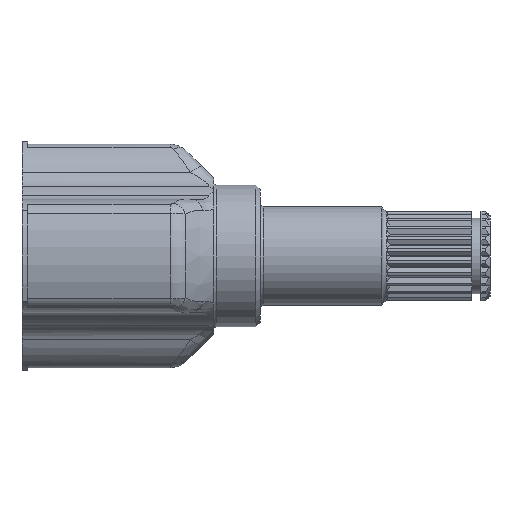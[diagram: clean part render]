
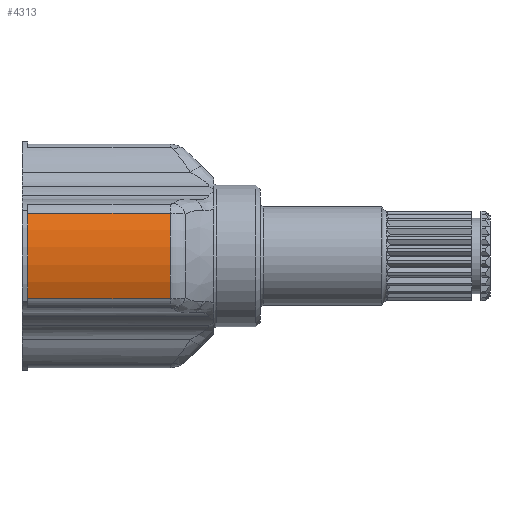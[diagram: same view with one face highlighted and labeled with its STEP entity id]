
A CAD part, front view. The second image highlights one B-rep face of the part: STEP entity #4313.
In plain terms, the highlighted cylindrical face has radius 31.75 mm (diameter 63.5 mm), a partial arc.
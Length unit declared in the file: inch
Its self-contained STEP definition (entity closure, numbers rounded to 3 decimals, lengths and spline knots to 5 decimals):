
#633 = VERTEX_POINT ( 'NONE', #784 ) ;
#635 = VERTEX_POINT ( 'NONE', #786 ) ;
#639 = VERTEX_POINT ( 'NONE', #790 ) ;
#641 = VERTEX_POINT ( 'NONE', #792 ) ;
#784 = CARTESIAN_POINT ( 'NONE',  ( 1.645, -1.15604, -0.47547 ) ) ;
#786 = CARTESIAN_POINT ( 'NONE',  ( 1.645, -1.15604, 0.47547 ) ) ;
#790 = CARTESIAN_POINT ( 'NONE',  ( 0.0625, -1.15604, -0.47547 ) ) ;
#792 = CARTESIAN_POINT ( 'NONE',  ( 0.0625, -1.15604, 0.47547 ) ) ;
#1251 = AXIS2_PLACEMENT_3D ( 'NONE', #10794, #10795, #10796 ) ;
#1369 = ORIENTED_EDGE ( 'NONE', *, *, #9112, .T. ) ;
#1370 = ORIENTED_EDGE ( 'NONE', *, *, #12371, .T. ) ;
#1371 = ORIENTED_EDGE ( 'NONE', *, *, #12369, .F. ) ;
#1372 = ORIENTED_EDGE ( 'NONE', *, *, #12370, .T. ) ;
#1841 = AXIS2_PLACEMENT_3D ( 'NONE', #4254, #4252, #4250 ) ;
#1962 = AXIS2_PLACEMENT_3D ( 'NONE', #7196, #7197, #7198 ) ;
#4250 = DIRECTION ( 'NONE',  ( 0., 0., 1. ) ) ;
#4252 = DIRECTION ( 'NONE',  ( -1., 0., 0. ) ) ;
#4254 = CARTESIAN_POINT ( 'NONE',  ( 0., 0., 0. ) ) ;
#4313 = ADVANCED_FACE ( 'NONE', ( #13986 ), #13995, .T. ) ;
#4457 = EDGE_LOOP ( 'NONE', ( #1371, #1372, #1369, #1370 ) ) ;
#7196 = CARTESIAN_POINT ( 'NONE',  ( 1.645, 0., 0. ) ) ;
#7197 = DIRECTION ( 'NONE',  ( -1., 0., 0. ) ) ;
#7198 = DIRECTION ( 'NONE',  ( 0., 0., 1. ) ) ;
#9112 = EDGE_CURVE ( 'NONE', #633, #635, #14215, .T. ) ;
#9601 = LINE ( 'NONE', #10793, #9619 ) ;
#9612 = CIRCLE ( 'NONE', #1251, 1.25 ) ;
#9617 = LINE ( 'NONE', #10797, #9624 ) ;
#9619 = VECTOR ( 'NONE', #10789, 39.37008 ) ;
#9624 = VECTOR ( 'NONE', #10798, 39.37008 ) ;
#10789 = DIRECTION ( 'NONE',  ( 1., 0., 0. ) ) ;
#10793 = CARTESIAN_POINT ( 'NONE',  ( 0., -1.15604, -0.47547 ) ) ;
#10794 = CARTESIAN_POINT ( 'NONE',  ( 0.0625, 0., 0. ) ) ;
#10795 = DIRECTION ( 'NONE',  ( -1., 0., 0. ) ) ;
#10796 = DIRECTION ( 'NONE',  ( 0., 0., 1. ) ) ;
#10797 = CARTESIAN_POINT ( 'NONE',  ( 0., -1.15604, 0.47547 ) ) ;
#10798 = DIRECTION ( 'NONE',  ( -1., 0., 0. ) ) ;
#12369 = EDGE_CURVE ( 'NONE', #639, #641, #9612, .T. ) ;
#12370 = EDGE_CURVE ( 'NONE', #639, #633, #9601, .T. ) ;
#12371 = EDGE_CURVE ( 'NONE', #635, #641, #9617, .T. ) ;
#13986 = FACE_OUTER_BOUND ( 'NONE', #4457, .T. ) ;
#13995 = CYLINDRICAL_SURFACE ( 'NONE', #1841, 1.25 ) ;
#14215 = CIRCLE ( 'NONE', #1962, 1.25 ) ;
